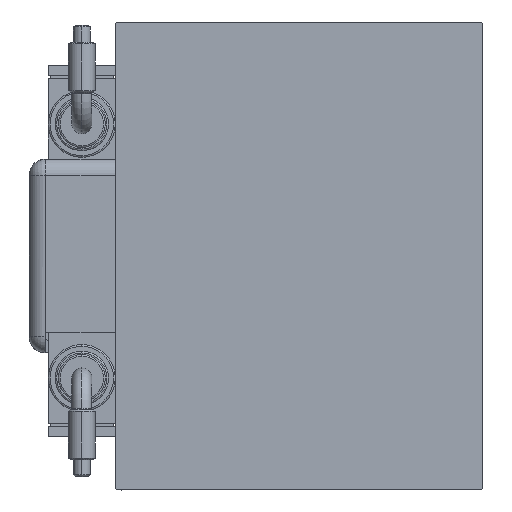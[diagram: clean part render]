
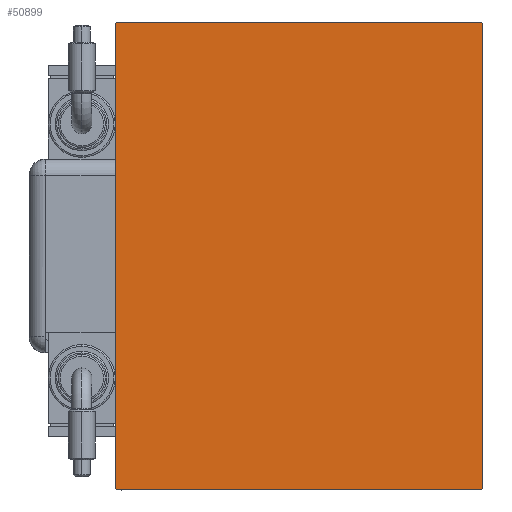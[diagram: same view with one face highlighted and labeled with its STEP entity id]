
A CAD part, left-side view. The second image highlights one B-rep face of the part: STEP entity #50899.
In plain terms, the highlighted face is planar.
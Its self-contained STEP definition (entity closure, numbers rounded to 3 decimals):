
#917 = VERTEX_POINT ( 'NONE', #19619 ) ;
#3581 = VECTOR ( 'NONE', #17163, 1000. ) ;
#4457 = ORIENTED_EDGE ( 'NONE', *, *, #57052, .T. ) ;
#4626 = ORIENTED_EDGE ( 'NONE', *, *, #11270, .T. ) ;
#4840 = EDGE_CURVE ( 'NONE', #53718, #38455, #32950, .T. ) ;
#5456 = EDGE_CURVE ( 'NONE', #55521, #917, #13868, .T. ) ;
#7401 = LINE ( 'NONE', #16831, #57951 ) ;
#7993 = DIRECTION ( 'NONE',  ( 0., 0., -1. ) ) ;
#9486 = EDGE_LOOP ( 'NONE', ( #4457, #45756, #4626, #60825, #45688, #24609, #19302, #16403 ) ) ;
#10751 = VECTOR ( 'NONE', #16415, 1000. ) ;
#11270 = EDGE_CURVE ( 'NONE', #917, #54857, #58813, .T. ) ;
#12114 = VERTEX_POINT ( 'NONE', #32695 ) ;
#13029 = PLANE ( 'NONE',  #25405 ) ;
#13416 = CARTESIAN_POINT ( 'NONE',  ( 173., 54.7, 70. ) ) ;
#13868 = LINE ( 'NONE', #56326, #47393 ) ;
#14232 = VECTOR ( 'NONE', #19703, 1000. ) ;
#15813 = VECTOR ( 'NONE', #52219, 1000. ) ;
#16403 = ORIENTED_EDGE ( 'NONE', *, *, #30361, .T. ) ;
#16415 = DIRECTION ( 'NONE',  ( 0., -0.707, -0.707 ) ) ;
#16831 = CARTESIAN_POINT ( 'NONE',  ( 173., -62.35, -62.35 ) ) ;
#17163 = DIRECTION ( 'NONE',  ( 0., 0., -1. ) ) ;
#19302 = ORIENTED_EDGE ( 'NONE', *, *, #56040, .T. ) ;
#19619 = CARTESIAN_POINT ( 'NONE',  ( 173., 55., -69.7 ) ) ;
#19703 = DIRECTION ( 'NONE',  ( 0., -1., 0. ) ) ;
#20928 = DIRECTION ( 'NONE',  ( 0., 0.707, -0.707 ) ) ;
#21131 = LINE ( 'NONE', #45638, #10751 ) ;
#21953 = VERTEX_POINT ( 'NONE', #24078 ) ;
#23916 = VERTEX_POINT ( 'NONE', #49174 ) ;
#24078 = CARTESIAN_POINT ( 'NONE',  ( 173., -54.7, -70. ) ) ;
#24609 = ORIENTED_EDGE ( 'NONE', *, *, #26677, .T. ) ;
#25405 = AXIS2_PLACEMENT_3D ( 'NONE', #60826, #55158, #7993 ) ;
#26499 = LINE ( 'NONE', #27122, #38746 ) ;
#26677 = EDGE_CURVE ( 'NONE', #38455, #23916, #21131, .T. ) ;
#27045 = CARTESIAN_POINT ( 'NONE',  ( 173., 54.7, -70. ) ) ;
#27122 = CARTESIAN_POINT ( 'NONE',  ( 173., -55., -70. ) ) ;
#27445 = DIRECTION ( 'NONE',  ( 0., 1., 0. ) ) ;
#27558 = EDGE_CURVE ( 'NONE', #54857, #53718, #28614, .T. ) ;
#28614 = LINE ( 'NONE', #56634, #15813 ) ;
#28826 = CARTESIAN_POINT ( 'NONE',  ( 173., 55., 70. ) ) ;
#30361 = EDGE_CURVE ( 'NONE', #12114, #21953, #7401, .T. ) ;
#30807 = CARTESIAN_POINT ( 'NONE',  ( 173., -54.7, 70. ) ) ;
#32695 = CARTESIAN_POINT ( 'NONE',  ( 173., -55., -69.7 ) ) ;
#32950 = LINE ( 'NONE', #28826, #14232 ) ;
#36490 = CARTESIAN_POINT ( 'NONE',  ( 173., 55., 69.7 ) ) ;
#37141 = DIRECTION ( 'NONE',  ( 0., 0.707, 0.707 ) ) ;
#38455 = VERTEX_POINT ( 'NONE', #30807 ) ;
#38746 = VECTOR ( 'NONE', #27445, 1000. ) ;
#40753 = LINE ( 'NONE', #50809, #3581 ) ;
#44346 = DIRECTION ( 'NONE',  ( 0., 0., 1. ) ) ;
#45638 = CARTESIAN_POINT ( 'NONE',  ( 173., -62.35, 62.35 ) ) ;
#45688 = ORIENTED_EDGE ( 'NONE', *, *, #4840, .T. ) ;
#45756 = ORIENTED_EDGE ( 'NONE', *, *, #5456, .T. ) ;
#46661 = FACE_OUTER_BOUND ( 'NONE', #9486, .T. ) ;
#47393 = VECTOR ( 'NONE', #37141, 1000. ) ;
#47478 = VECTOR ( 'NONE', #44346, 1000. ) ;
#49057 = CARTESIAN_POINT ( 'NONE',  ( 173., 55., -70. ) ) ;
#49174 = CARTESIAN_POINT ( 'NONE',  ( 173., -55., 69.7 ) ) ;
#50809 = CARTESIAN_POINT ( 'NONE',  ( 173., -55., 70. ) ) ;
#50899 = ADVANCED_FACE ( 'NONE', ( #46661 ), #13029, .T. ) ;
#52219 = DIRECTION ( 'NONE',  ( 0., -0.707, 0.707 ) ) ;
#53718 = VERTEX_POINT ( 'NONE', #13416 ) ;
#54857 = VERTEX_POINT ( 'NONE', #36490 ) ;
#55158 = DIRECTION ( 'NONE',  ( 1., 0., 0. ) ) ;
#55521 = VERTEX_POINT ( 'NONE', #27045 ) ;
#56040 = EDGE_CURVE ( 'NONE', #23916, #12114, #40753, .T. ) ;
#56326 = CARTESIAN_POINT ( 'NONE',  ( 173., 62.35, -62.35 ) ) ;
#56634 = CARTESIAN_POINT ( 'NONE',  ( 173., 62.35, 62.35 ) ) ;
#57052 = EDGE_CURVE ( 'NONE', #21953, #55521, #26499, .T. ) ;
#57951 = VECTOR ( 'NONE', #20928, 1000. ) ;
#58813 = LINE ( 'NONE', #49057, #47478 ) ;
#60825 = ORIENTED_EDGE ( 'NONE', *, *, #27558, .T. ) ;
#60826 = CARTESIAN_POINT ( 'NONE',  ( 173., 0., 0. ) ) ;
